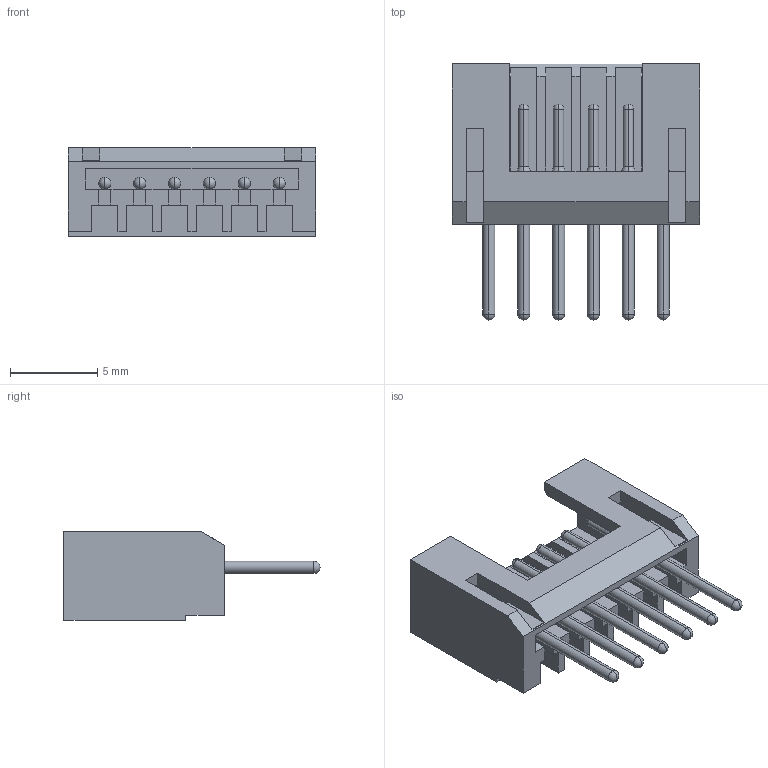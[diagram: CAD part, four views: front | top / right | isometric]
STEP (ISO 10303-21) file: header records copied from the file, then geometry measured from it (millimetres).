
FILE_DESCRIPTION((''),'2;1');
FILE_NAME('F3JL04-S06SD000-01','2026-03-30T',('工程三'),(''),'PRO/ENGINEER BY PARAMETRIC TECHNOLOGY CORPORATION, 2010280','PRO/ENGINEER BY PARAMETRIC TECHNOLOGY CORPORATION, 2010280','');
FILE_SCHEMA(('CONFIG_CONTROL_DESIGN'));
Length unit declared in the file: millimetre
Products named in the file (1): F3JL04-S06SD000-01
Bounding box: 14.2 x 14.7 x 5.1 mm (x, y, z)
Volume: 295.7 mm3; surface area: 874.8 mm2
Topology: 1 solids, 1 shells, 170 faces, 476 edges, 286 vertices
Faces by surface type: plane 110, cylinder 24, sphere 24, cone 12
Entity records: 5238 total; most frequent: CARTESIAN_POINT 908, ORIENTED_EDGE 904, DIRECTION 876, EDGE_CURVE 452, VECTOR 368, LINE 368, VERTEX_POINT 286, AXIS2_PLACEMENT_3D 254
